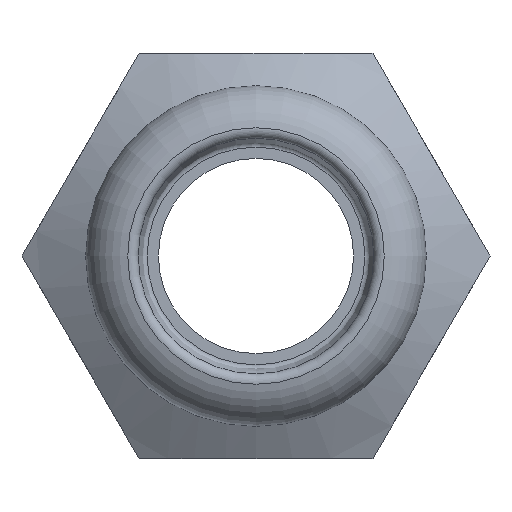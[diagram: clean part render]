
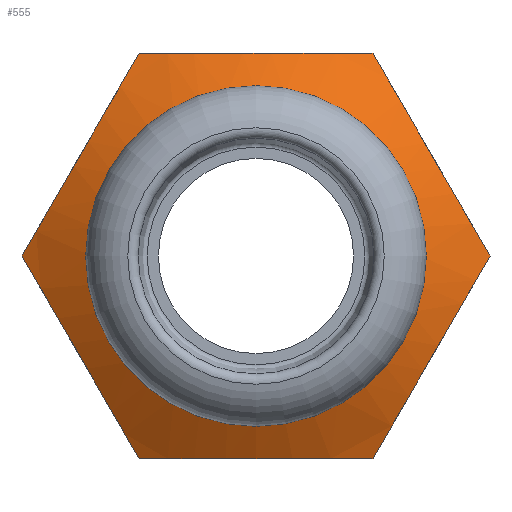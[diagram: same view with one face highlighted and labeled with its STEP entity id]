
A CAD part, front view. The second image highlights one B-rep face of the part: STEP entity #555.
In plain terms, the highlighted conical face has half-angle 60 degrees and reference radius 15.475 mm.
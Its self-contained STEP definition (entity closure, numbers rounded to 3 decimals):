
#15=(
BOUNDED_CURVE()
B_SPLINE_CURVE(2,(#932,#933,#934),.UNSPECIFIED.,.F.,.F.)
B_SPLINE_CURVE_WITH_KNOTS((3,3),(0.596,2.449),
 .UNSPECIFIED.)
CURVE()
GEOMETRIC_REPRESENTATION_ITEM()
RATIONAL_B_SPLINE_CURVE((1.152,1.33,1.152))
REPRESENTATION_ITEM('')
);
#18=(
BOUNDED_CURVE()
B_SPLINE_CURVE(2,(#949,#950,#951),.UNSPECIFIED.,.F.,.F.)
B_SPLINE_CURVE_WITH_KNOTS((3,3),(0.596,2.449),
 .UNSPECIFIED.)
CURVE()
GEOMETRIC_REPRESENTATION_ITEM()
RATIONAL_B_SPLINE_CURVE((1.152,1.33,1.152))
REPRESENTATION_ITEM('')
);
#21=(
BOUNDED_CURVE()
B_SPLINE_CURVE(2,(#964,#965,#966),.UNSPECIFIED.,.F.,.F.)
B_SPLINE_CURVE_WITH_KNOTS((3,3),(0.596,2.449),
 .UNSPECIFIED.)
CURVE()
GEOMETRIC_REPRESENTATION_ITEM()
RATIONAL_B_SPLINE_CURVE((1.152,1.33,1.152))
REPRESENTATION_ITEM('')
);
#24=(
BOUNDED_CURVE()
B_SPLINE_CURVE(2,(#976,#977,#978),.UNSPECIFIED.,.F.,.F.)
B_SPLINE_CURVE_WITH_KNOTS((3,3),(0.596,2.449),
 .UNSPECIFIED.)
CURVE()
GEOMETRIC_REPRESENTATION_ITEM()
RATIONAL_B_SPLINE_CURVE((1.152,1.33,1.152))
REPRESENTATION_ITEM('')
);
#27=(
BOUNDED_CURVE()
B_SPLINE_CURVE(2,(#990,#991,#992),.UNSPECIFIED.,.F.,.F.)
B_SPLINE_CURVE_WITH_KNOTS((3,3),(0.596,1.523),
 .UNSPECIFIED.)
CURVE()
GEOMETRIC_REPRESENTATION_ITEM()
RATIONAL_B_SPLINE_CURVE((1.152,1.241,1.241))
REPRESENTATION_ITEM('')
);
#30=(
BOUNDED_CURVE()
B_SPLINE_CURVE(2,(#1003,#1004,#1005),.UNSPECIFIED.,.F.,.F.)
B_SPLINE_CURVE_WITH_KNOTS((3,3),(1.523,2.449),
 .UNSPECIFIED.)
CURVE()
GEOMETRIC_REPRESENTATION_ITEM()
RATIONAL_B_SPLINE_CURVE((1.241,1.241,1.152))
REPRESENTATION_ITEM('')
);
#31=(
BOUNDED_CURVE()
B_SPLINE_CURVE(2,(#1007,#1008,#1009),.UNSPECIFIED.,.F.,.F.)
B_SPLINE_CURVE_WITH_KNOTS((3,3),(0.596,2.449),
 .UNSPECIFIED.)
CURVE()
GEOMETRIC_REPRESENTATION_ITEM()
RATIONAL_B_SPLINE_CURVE((1.152,1.33,1.152))
REPRESENTATION_ITEM('')
);
#41=CONICAL_SURFACE('',#647,15.475,1.047);
#68=LINE('',#1030,#84);
#84=VECTOR('',#807,15.475);
#119=FACE_OUTER_BOUND('',#153,.T.);
#153=EDGE_LOOP('',(#467,#468,#469,#470,#471,#472,#473,#474,#475,#476,#477));
#190=CIRCLE('',#618,10.95);
#191=CIRCLE('',#619,10.95);
#236=VERTEX_POINT('',#907);
#237=VERTEX_POINT('',#908);
#244=VERTEX_POINT('',#930);
#245=VERTEX_POINT('',#931);
#249=VERTEX_POINT('',#947);
#250=VERTEX_POINT('',#948);
#255=VERTEX_POINT('',#975);
#258=VERTEX_POINT('',#989);
#261=VERTEX_POINT('',#1001);
#299=EDGE_CURVE('',#236,#237,#190,.T.);
#300=EDGE_CURVE('',#237,#236,#191,.T.);
#310=EDGE_CURVE('',#244,#245,#15,.T.);
#315=EDGE_CURVE('',#249,#250,#18,.T.);
#320=EDGE_CURVE('',#245,#249,#21,.T.);
#323=EDGE_CURVE('',#250,#255,#24,.T.);
#327=EDGE_CURVE('',#255,#258,#27,.T.);
#331=EDGE_CURVE('',#258,#261,#30,.T.);
#332=EDGE_CURVE('',#261,#244,#31,.T.);
#341=EDGE_CURVE('',#258,#237,#68,.T.);
#467=ORIENTED_EDGE('',*,*,#323,.T.);
#468=ORIENTED_EDGE('',*,*,#327,.T.);
#469=ORIENTED_EDGE('',*,*,#341,.T.);
#470=ORIENTED_EDGE('',*,*,#300,.T.);
#471=ORIENTED_EDGE('',*,*,#299,.T.);
#472=ORIENTED_EDGE('',*,*,#341,.F.);
#473=ORIENTED_EDGE('',*,*,#331,.T.);
#474=ORIENTED_EDGE('',*,*,#332,.T.);
#475=ORIENTED_EDGE('',*,*,#310,.T.);
#476=ORIENTED_EDGE('',*,*,#320,.T.);
#477=ORIENTED_EDGE('',*,*,#315,.T.);
#555=ADVANCED_FACE('',(#119),#41,.T.);
#618=AXIS2_PLACEMENT_3D('',#909,#738,#739);
#619=AXIS2_PLACEMENT_3D('',#910,#740,#741);
#647=AXIS2_PLACEMENT_3D('',#1029,#805,#806);
#738=DIRECTION('center_axis',(0.,1.,0.));
#739=DIRECTION('ref_axis',(0.,0.,1.));
#740=DIRECTION('center_axis',(0.,1.,0.));
#741=DIRECTION('ref_axis',(0.,0.,1.));
#805=DIRECTION('center_axis',(0.,1.,0.));
#806=DIRECTION('ref_axis',(0.,0.,1.));
#807=DIRECTION('',(0.,-0.5,0.866));
#907=CARTESIAN_POINT('',(0.,19.,10.95));
#908=CARTESIAN_POINT('',(0.,19.,-10.95));
#909=CARTESIAN_POINT('Origin',(0.,19.,0.));
#910=CARTESIAN_POINT('Origin',(0.,19.,0.));
#930=CARTESIAN_POINT('',(15.588,21.678,0.));
#931=CARTESIAN_POINT('',(7.794,21.678,13.5));
#932=CARTESIAN_POINT('Ctrl Pts',(15.588,21.678,0.));
#933=CARTESIAN_POINT('Ctrl Pts',(11.691,19.428,6.75));
#934=CARTESIAN_POINT('Ctrl Pts',(7.794,21.678,13.5));
#947=CARTESIAN_POINT('',(-7.794,21.678,13.5));
#948=CARTESIAN_POINT('',(-15.588,21.678,0.));
#949=CARTESIAN_POINT('Ctrl Pts',(-7.794,21.678,13.5));
#950=CARTESIAN_POINT('Ctrl Pts',(-11.691,19.428,6.75));
#951=CARTESIAN_POINT('Ctrl Pts',(-15.588,21.678,0.));
#964=CARTESIAN_POINT('Ctrl Pts',(7.794,21.678,13.5));
#965=CARTESIAN_POINT('Ctrl Pts',(0.,19.428,13.5));
#966=CARTESIAN_POINT('Ctrl Pts',(-7.794,21.678,13.5));
#975=CARTESIAN_POINT('',(-7.794,21.678,-13.5));
#976=CARTESIAN_POINT('Ctrl Pts',(-15.588,21.678,0.));
#977=CARTESIAN_POINT('Ctrl Pts',(-11.691,19.428,-6.75));
#978=CARTESIAN_POINT('Ctrl Pts',(-7.794,21.678,-13.5));
#989=CARTESIAN_POINT('',(0.,20.472,-13.5));
#990=CARTESIAN_POINT('Ctrl Pts',(-7.794,21.678,-13.5));
#991=CARTESIAN_POINT('Ctrl Pts',(-3.617,20.472,-13.5));
#992=CARTESIAN_POINT('Ctrl Pts',(0.,20.472,
-13.5));
#1001=CARTESIAN_POINT('',(7.794,21.678,-13.5));
#1003=CARTESIAN_POINT('Ctrl Pts',(0.,20.472,
-13.5));
#1004=CARTESIAN_POINT('Ctrl Pts',(3.617,20.472,-13.5));
#1005=CARTESIAN_POINT('Ctrl Pts',(7.794,21.678,-13.5));
#1007=CARTESIAN_POINT('Ctrl Pts',(7.794,21.678,-13.5));
#1008=CARTESIAN_POINT('Ctrl Pts',(11.691,19.428,-6.75));
#1009=CARTESIAN_POINT('Ctrl Pts',(15.588,21.678,0.));
#1029=CARTESIAN_POINT('Origin',(0.,21.613,0.));
#1030=CARTESIAN_POINT('',(0.,21.613,-15.475));
